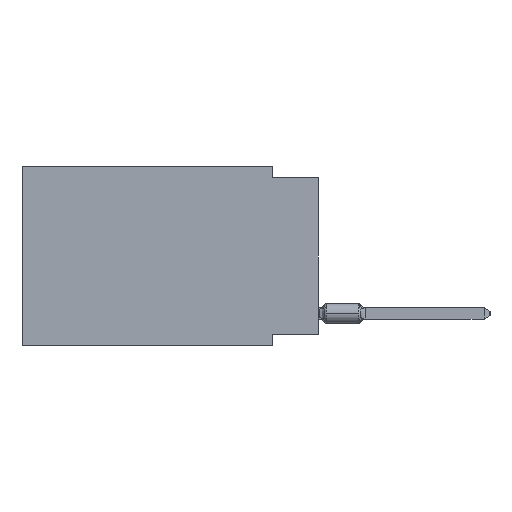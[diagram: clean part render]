
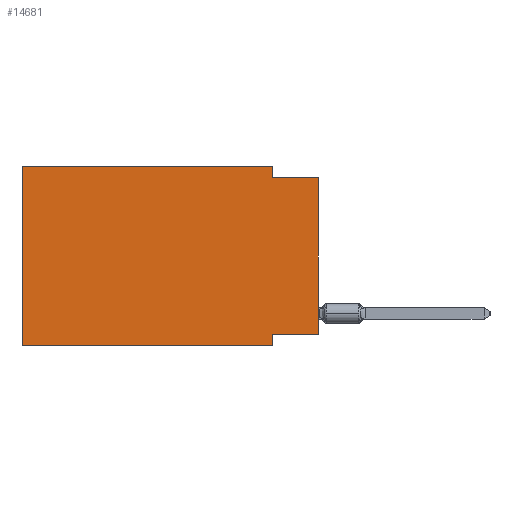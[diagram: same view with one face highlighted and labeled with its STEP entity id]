
A CAD part, left-side view. The second image highlights one B-rep face of the part: STEP entity #14681.
In plain terms, the highlighted planar face has unit normal (-1, 0, 0).
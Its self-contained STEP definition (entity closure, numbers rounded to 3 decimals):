
#3119 = DIRECTION ( 'NONE',  ( 0., 0., -1. ) ) ;
#3539 = AXIS2_PLACEMENT_3D ( 'NONE', #16821, #28498, #17930 ) ;
#4250 = EDGE_CURVE ( 'NONE', #43247, #29311, #35299, .T. ) ;
#4638 = EDGE_CURVE ( 'NONE', #48837, #43247, #40488, .T. ) ;
#4720 = EDGE_CURVE ( 'NONE', #48837, #46607, #54681, .T. ) ;
#6069 = VERTEX_POINT ( 'NONE', #17073 ) ;
#6158 = ORIENTED_EDGE ( 'NONE', *, *, #52692, .F. ) ;
#6373 = EDGE_CURVE ( 'NONE', #6069, #14904, #49797, .T. ) ;
#6633 = FACE_OUTER_BOUND ( 'NONE', #40809, .T. ) ;
#8429 = VECTOR ( 'NONE', #64170, 1000. ) ;
#11930 = EDGE_CURVE ( 'NONE', #40156, #14904, #70940, .T. ) ;
#12196 = CARTESIAN_POINT ( 'NONE',  ( 0., 2.54, -9.906 ) ) ;
#12345 = CARTESIAN_POINT ( 'NONE',  ( 0., 2.54, -9.906 ) ) ;
#12865 = CARTESIAN_POINT ( 'NONE',  ( 0., 16.383, 0. ) ) ;
#14681 = ADVANCED_FACE ( 'NONE', ( #6633 ), #68389, .F. ) ;
#14904 = VERTEX_POINT ( 'NONE', #19402 ) ;
#16490 = CARTESIAN_POINT ( 'NONE',  ( 0., 2.54, -9.271 ) ) ;
#16821 = CARTESIAN_POINT ( 'NONE',  ( 0., 16.383, 0. ) ) ;
#17073 = CARTESIAN_POINT ( 'NONE',  ( 0., 0., -9.271 ) ) ;
#17930 = DIRECTION ( 'NONE',  ( 0., 0., -1. ) ) ;
#19402 = CARTESIAN_POINT ( 'NONE',  ( 0., 0., -0.635 ) ) ;
#19641 = CARTESIAN_POINT ( 'NONE',  ( 0., 16.383, 0. ) ) ;
#20132 = CARTESIAN_POINT ( 'NONE',  ( 0., 2.54, 0. ) ) ;
#21471 = VECTOR ( 'NONE', #43095, 1000. ) ;
#21685 = CARTESIAN_POINT ( 'NONE',  ( 0., 0., -9.271 ) ) ;
#22756 = ORIENTED_EDGE ( 'NONE', *, *, #4720, .T. ) ;
#26484 = VECTOR ( 'NONE', #69906, 1000. ) ;
#26784 = DIRECTION ( 'NONE',  ( 0., -1., 0. ) ) ;
#26839 = VECTOR ( 'NONE', #69193, 1000. ) ;
#28498 = DIRECTION ( 'NONE',  ( 1., 0., 0. ) ) ;
#28567 = DIRECTION ( 'NONE',  ( 0., 0., -1. ) ) ;
#29311 = VERTEX_POINT ( 'NONE', #20132 ) ;
#30391 = CARTESIAN_POINT ( 'NONE',  ( 0., 16.383, 0. ) ) ;
#33693 = EDGE_CURVE ( 'NONE', #43871, #46607, #62796, .T. ) ;
#35299 = LINE ( 'NONE', #30391, #26484 ) ;
#37446 = CARTESIAN_POINT ( 'NONE',  ( 0., 0., -0.635 ) ) ;
#38116 = CARTESIAN_POINT ( 'NONE',  ( 0., 2.54, 0. ) ) ;
#38639 = DIRECTION ( 'NONE',  ( 0., 1., 0. ) ) ;
#40156 = VERTEX_POINT ( 'NONE', #40728 ) ;
#40488 = LINE ( 'NONE', #19641, #8429 ) ;
#40728 = CARTESIAN_POINT ( 'NONE',  ( 0., 2.54, -0.635 ) ) ;
#40809 = EDGE_LOOP ( 'NONE', ( #52892, #41063, #6158, #66391, #67991, #22756, #74040, #48463 ) ) ;
#41063 = ORIENTED_EDGE ( 'NONE', *, *, #11930, .F. ) ;
#42785 = CARTESIAN_POINT ( 'NONE',  ( 0., 16.383, -9.906 ) ) ;
#43095 = DIRECTION ( 'NONE',  ( 0., -1., 0. ) ) ;
#43247 = VERTEX_POINT ( 'NONE', #12865 ) ;
#43871 = VERTEX_POINT ( 'NONE', #16490 ) ;
#45413 = EDGE_CURVE ( 'NONE', #6069, #43871, #49572, .T. ) ;
#46607 = VERTEX_POINT ( 'NONE', #12196 ) ;
#48463 = ORIENTED_EDGE ( 'NONE', *, *, #45413, .F. ) ;
#48837 = VERTEX_POINT ( 'NONE', #42785 ) ;
#49572 = LINE ( 'NONE', #21685, #71387 ) ;
#49797 = LINE ( 'NONE', #63178, #26839 ) ;
#52692 = EDGE_CURVE ( 'NONE', #29311, #40156, #66326, .T. ) ;
#52892 = ORIENTED_EDGE ( 'NONE', *, *, #6373, .T. ) ;
#54681 = LINE ( 'NONE', #67793, #57713 ) ;
#57713 = VECTOR ( 'NONE', #26784, 1000. ) ;
#62796 = LINE ( 'NONE', #12345, #63393 ) ;
#63178 = CARTESIAN_POINT ( 'NONE',  ( 0., 0., 0. ) ) ;
#63393 = VECTOR ( 'NONE', #28567, 1000. ) ;
#64170 = DIRECTION ( 'NONE',  ( 0., 0., 1. ) ) ;
#66326 = LINE ( 'NONE', #38116, #71785 ) ;
#66391 = ORIENTED_EDGE ( 'NONE', *, *, #4250, .F. ) ;
#67793 = CARTESIAN_POINT ( 'NONE',  ( 0., 16.383, -9.906 ) ) ;
#67991 = ORIENTED_EDGE ( 'NONE', *, *, #4638, .F. ) ;
#68389 = PLANE ( 'NONE',  #3539 ) ;
#69193 = DIRECTION ( 'NONE',  ( 0., 0., 1. ) ) ;
#69906 = DIRECTION ( 'NONE',  ( 0., -1., 0. ) ) ;
#70940 = LINE ( 'NONE', #37446, #21471 ) ;
#71387 = VECTOR ( 'NONE', #38639, 1000. ) ;
#71785 = VECTOR ( 'NONE', #3119, 1000. ) ;
#74040 = ORIENTED_EDGE ( 'NONE', *, *, #33693, .F. ) ;
